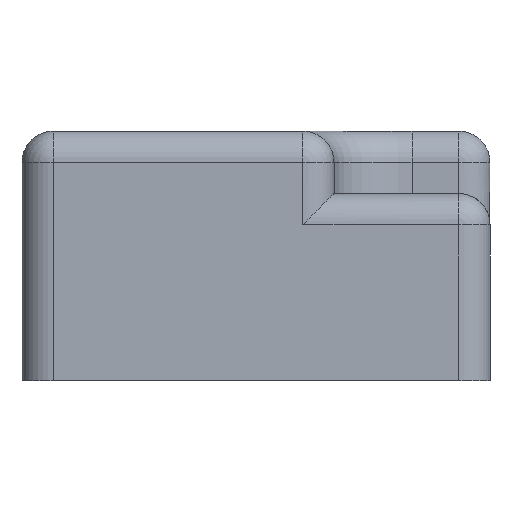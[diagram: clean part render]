
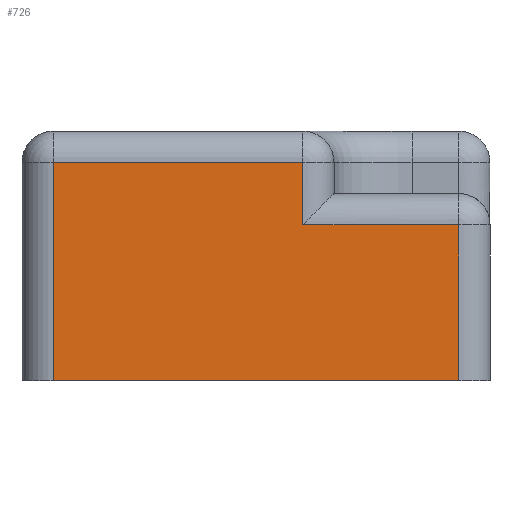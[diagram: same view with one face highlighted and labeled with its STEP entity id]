
A CAD part, front view. The second image highlights one B-rep face of the part: STEP entity #726.
In plain terms, the highlighted planar face has unit normal (0, -1, 0).
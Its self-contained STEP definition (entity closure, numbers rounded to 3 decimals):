
#548 = EDGE_CURVE ( 'NONE', #559, #558, #1124, .T. ) ;
#558 = VERTEX_POINT ( 'NONE', #1229 ) ;
#559 = VERTEX_POINT ( 'NONE', #1228 ) ;
#668 = VERTEX_POINT ( 'NONE', #1576 ) ;
#669 = EDGE_CURVE ( 'NONE', #691, #668, #1575, .T. ) ;
#671 = VERTEX_POINT ( 'NONE', #1571 ) ;
#675 = ORIENTED_EDGE ( 'NONE', *, *, #687, .T. ) ;
#676 = ORIENTED_EDGE ( 'NONE', *, *, #548, .T. ) ;
#679 = EDGE_CURVE ( 'NONE', #671, #691, #1491, .T. ) ;
#687 = EDGE_CURVE ( 'NONE', #668, #559, #1551, .T. ) ;
#689 = ORIENTED_EDGE ( 'NONE', *, *, #690, .F. ) ;
#690 = EDGE_CURVE ( 'NONE', #766, #558, #1532, .T. ) ;
#691 = VERTEX_POINT ( 'NONE', #1525 ) ;
#726 = ADVANCED_FACE ( 'NONE', ( #1742 ), #1662, .F. ) ;
#727 = ORIENTED_EDGE ( 'NONE', *, *, #679, .T. ) ;
#754 = ORIENTED_EDGE ( 'NONE', *, *, #669, .T. ) ;
#755 = EDGE_LOOP ( 'NONE', ( #727, #754, #675, #676, #689, #758 ) ) ;
#758 = ORIENTED_EDGE ( 'NONE', *, *, #759, .T. ) ;
#759 = EDGE_CURVE ( 'NONE', #766, #671, #1846, .T. ) ;
#766 = VERTEX_POINT ( 'NONE', #1889 ) ;
#1121 = DIRECTION ( 'NONE',  ( 1., 0., 0. ) ) ;
#1122 = VECTOR ( 'NONE', #1121, 1000. ) ;
#1123 = CARTESIAN_POINT ( 'NONE',  ( -11.201, -44.324, 0. ) ) ;
#1124 = LINE ( 'NONE', #1123, #1122 ) ;
#1228 = CARTESIAN_POINT ( 'NONE',  ( -11.201, -44.324, 0. ) ) ;
#1229 = CARTESIAN_POINT ( 'NONE',  ( 14.799, -44.324, 0. ) ) ;
#1488 = DIRECTION ( 'NONE',  ( 0., 0., 1. ) ) ;
#1489 = VECTOR ( 'NONE', #1488, 1000. ) ;
#1490 = CARTESIAN_POINT ( 'NONE',  ( 4.799, -44.324, 16. ) ) ;
#1491 = LINE ( 'NONE', #1490, #1489 ) ;
#1525 = CARTESIAN_POINT ( 'NONE',  ( 4.799, -44.324, 14. ) ) ;
#1526 = DIRECTION ( 'NONE',  ( 0., 0., -1. ) ) ;
#1527 = VECTOR ( 'NONE', #1526, 1000. ) ;
#1528 = CARTESIAN_POINT ( 'NONE',  ( 14.799, -44.324, 16. ) ) ;
#1532 = LINE ( 'NONE', #1528, #1527 ) ;
#1548 = DIRECTION ( 'NONE',  ( 0., 0., -1. ) ) ;
#1549 = VECTOR ( 'NONE', #1548, 1000. ) ;
#1550 = CARTESIAN_POINT ( 'NONE',  ( -11.201, -44.324, 16. ) ) ;
#1551 = LINE ( 'NONE', #1550, #1549 ) ;
#1571 = CARTESIAN_POINT ( 'NONE',  ( 4.799, -44.324, 10. ) ) ;
#1572 = DIRECTION ( 'NONE',  ( -1., 0., 0. ) ) ;
#1573 = VECTOR ( 'NONE', #1572, 1000. ) ;
#1574 = CARTESIAN_POINT ( 'NONE',  ( -11.201, -44.324, 14. ) ) ;
#1575 = LINE ( 'NONE', #1574, #1573 ) ;
#1576 = CARTESIAN_POINT ( 'NONE',  ( -11.201, -44.324, 14. ) ) ;
#1658 = DIRECTION ( 'NONE',  ( -1., 0., 0. ) ) ;
#1659 = DIRECTION ( 'NONE',  ( 0., 1., 0. ) ) ;
#1660 = CARTESIAN_POINT ( 'NONE',  ( -11.201, -44.324, 16. ) ) ;
#1661 = AXIS2_PLACEMENT_3D ( 'NONE', #1660, #1659, #1658 ) ;
#1662 = PLANE ( 'NONE',  #1661 ) ;
#1742 = FACE_OUTER_BOUND ( 'NONE', #755, .T. ) ;
#1843 = DIRECTION ( 'NONE',  ( -1., 0., 0. ) ) ;
#1844 = VECTOR ( 'NONE', #1843, 1000. ) ;
#1845 = CARTESIAN_POINT ( 'NONE',  ( -11.201, -44.324, 10. ) ) ;
#1846 = LINE ( 'NONE', #1845, #1844 ) ;
#1889 = CARTESIAN_POINT ( 'NONE',  ( 14.799, -44.324, 10. ) ) ;
